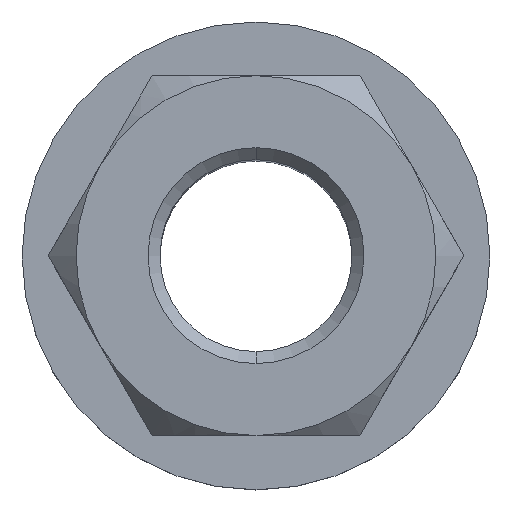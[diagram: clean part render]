
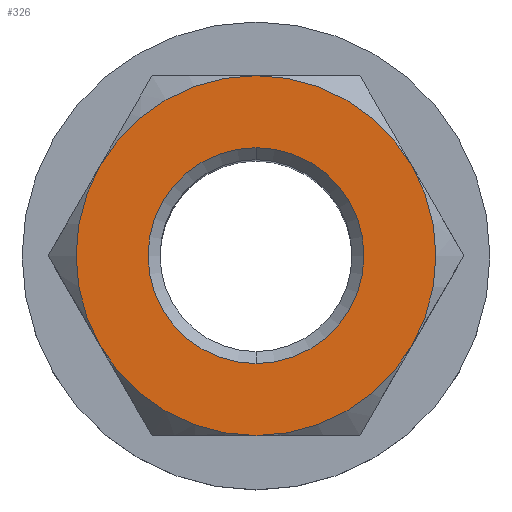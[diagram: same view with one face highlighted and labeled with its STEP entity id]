
A CAD part, top view. The second image highlights one B-rep face of the part: STEP entity #326.
In plain terms, the highlighted planar face has unit normal (0, 0, 1).
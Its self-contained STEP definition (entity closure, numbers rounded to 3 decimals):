
#226=VERTEX_POINT('',#590);
#228=EDGE_CURVE('',#306,#226,#592,.T.);
#236=VERTEX_POINT('',#601);
#306=VERTEX_POINT('',#685);
#326=ADVANCED_FACE('',(#706,#707),#708,.T.);
#332=VERTEX_POINT('',#715);
#376=VERTEX_POINT('',#763);
#380=EDGE_CURVE('',#410,#306,#767,.T.);
#410=VERTEX_POINT('',#799);
#432=EDGE_CURVE('',#482,#376,#822,.T.);
#434=EDGE_CURVE('',#332,#236,#824,.T.);
#436=EDGE_CURVE('',#236,#332,#826,.T.);
#474=EDGE_CURVE('',#532,#482,#868,.T.);
#482=VERTEX_POINT('',#877);
#498=EDGE_CURVE('',#376,#410,#893,.T.);
#522=EDGE_CURVE('',#226,#532,#920,.T.);
#532=VERTEX_POINT('',#931);
#590=CARTESIAN_POINT('',(12.99,7.5,22.0));
#592=CIRCLE('',#990,15.0);
#601=CARTESIAN_POINT('',(0.,-9.0,22.0));
#685=CARTESIAN_POINT('',(12.99,-7.5,22.0));
#706=FACE_BOUND('',#1131,.T.);
#707=FACE_OUTER_BOUND('',#1132,.T.);
#708=PLANE('',#1133);
#715=CARTESIAN_POINT('',(0.,9.0,22.0));
#763=CARTESIAN_POINT('',(-12.99,-7.5,22.0));
#767=CIRCLE('',#1235,15.0);
#799=CARTESIAN_POINT('',(0.,-15.0,22.0));
#822=CIRCLE('',#1355,15.0);
#824=CIRCLE('',#1358,9.0);
#826=CIRCLE('',#1361,9.0);
#868=CIRCLE('',#1441,15.0);
#877=CARTESIAN_POINT('',(-12.99,7.5,22.0));
#893=CIRCLE('',#1481,15.0);
#920=CIRCLE('',#1527,15.0);
#931=CARTESIAN_POINT('',(0.,15.0,22.0));
#990=AXIS2_PLACEMENT_3D('',#1607,#1608,#1609);
#1131=EDGE_LOOP('',(#1778,#1779));
#1132=EDGE_LOOP('',(#1780,#1781,#1782,#1783,#1784,#1785));
#1133=AXIS2_PLACEMENT_3D('',#1786,#1787,#1788);
#1235=AXIS2_PLACEMENT_3D('',#1850,#1851,#1852);
#1355=AXIS2_PLACEMENT_3D('',#1891,#1892,#1893);
#1358=AXIS2_PLACEMENT_3D('',#1894,#1895,#1896);
#1361=AXIS2_PLACEMENT_3D('',#1897,#1898,#1899);
#1441=AXIS2_PLACEMENT_3D('',#1953,#1954,#1955);
#1481=AXIS2_PLACEMENT_3D('',#1966,#1967,#1968);
#1527=AXIS2_PLACEMENT_3D('',#1999,#2000,#2001);
#1607=CARTESIAN_POINT('',(0.,0.,22.0));
#1608=DIRECTION('',(0.0,0.0,1.0));
#1609=DIRECTION('',(0.,-1.0,0.0));
#1778=ORIENTED_EDGE('',*,*,#434,.T.);
#1779=ORIENTED_EDGE('',*,*,#436,.T.);
#1780=ORIENTED_EDGE('',*,*,#380,.T.);
#1781=ORIENTED_EDGE('',*,*,#228,.T.);
#1782=ORIENTED_EDGE('',*,*,#522,.T.);
#1783=ORIENTED_EDGE('',*,*,#474,.T.);
#1784=ORIENTED_EDGE('',*,*,#432,.T.);
#1785=ORIENTED_EDGE('',*,*,#498,.T.);
#1786=CARTESIAN_POINT('',(0.,0.,22.0));
#1787=DIRECTION('',(0.0,0.0,1.0));
#1788=DIRECTION('',(0.,-1.0,0.0));
#1850=CARTESIAN_POINT('',(0.,0.,22.0));
#1851=DIRECTION('',(0.0,0.0,1.0));
#1852=DIRECTION('',(0.,-1.0,0.0));
#1891=CARTESIAN_POINT('',(0.,0.,22.0));
#1892=DIRECTION('',(0.0,0.0,1.0));
#1893=DIRECTION('',(0.,-1.0,0.0));
#1894=CARTESIAN_POINT('',(0.,0.,22.0));
#1895=DIRECTION('',(0.0,0.0,-1.0));
#1896=DIRECTION('',(0.,1.0,0.0));
#1897=CARTESIAN_POINT('',(0.,0.,22.0));
#1898=DIRECTION('',(0.0,0.0,-1.0));
#1899=DIRECTION('',(0.,1.0,0.0));
#1953=CARTESIAN_POINT('',(0.,0.,22.0));
#1954=DIRECTION('',(0.0,0.0,1.0));
#1955=DIRECTION('',(0.,-1.0,0.0));
#1966=CARTESIAN_POINT('',(0.,0.,22.0));
#1967=DIRECTION('',(0.0,0.0,1.0));
#1968=DIRECTION('',(0.,-1.0,0.0));
#1999=CARTESIAN_POINT('',(0.,0.,22.0));
#2000=DIRECTION('',(0.0,0.0,1.0));
#2001=DIRECTION('',(0.,-1.0,0.0));
